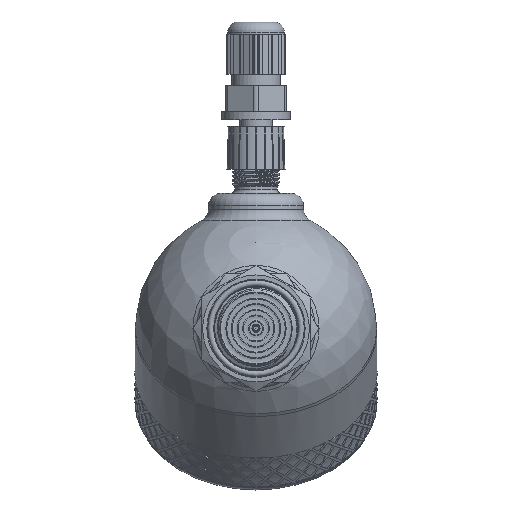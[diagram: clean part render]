
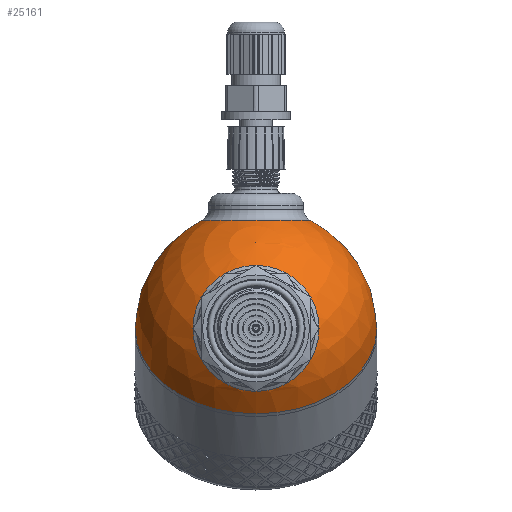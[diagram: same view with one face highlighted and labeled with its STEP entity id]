
A CAD part, left-side view. The second image highlights one B-rep face of the part: STEP entity #25161.
In plain terms, the highlighted spherical face has radius 30 mm.
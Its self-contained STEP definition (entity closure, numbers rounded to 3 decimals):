
#174=SPHERICAL_SURFACE('',#26617,30.);
#219=CIRCLE('',#26614,15.643);
#222=CIRCLE('',#26618,30.);
#223=CIRCLE('',#26619,30.);
#224=CIRCLE('',#26620,30.);
#225=CIRCLE('',#26621,13.5);
#1025=FACE_BOUND('',#5690,.T.);
#1026=FACE_BOUND('',#5691,.T.);
#4048=FACE_OUTER_BOUND('',#5689,.T.);
#5689=EDGE_LOOP('',(#18201,#18202,#18203,#18204));
#5690=EDGE_LOOP('',(#18205));
#5691=EDGE_LOOP('',(#18206));
#10464=VERTEX_POINT('',#39020);
#10466=VERTEX_POINT('',#39026);
#10467=VERTEX_POINT('',#39027);
#10468=VERTEX_POINT('',#39029);
#10469=VERTEX_POINT('',#39032);
#13388=EDGE_CURVE('',#10464,#10464,#219,.T.);
#13391=EDGE_CURVE('',#10466,#10467,#222,.T.);
#13392=EDGE_CURVE('',#10466,#10468,#223,.T.);
#13393=EDGE_CURVE('',#10467,#10466,#224,.T.);
#13394=EDGE_CURVE('',#10469,#10469,#225,.T.);
#18201=ORIENTED_EDGE('',*,*,#13391,.F.);
#18202=ORIENTED_EDGE('',*,*,#13392,.T.);
#18203=ORIENTED_EDGE('',*,*,#13392,.F.);
#18204=ORIENTED_EDGE('',*,*,#13393,.F.);
#18205=ORIENTED_EDGE('',*,*,#13388,.F.);
#18206=ORIENTED_EDGE('',*,*,#13394,.F.);
#25161=ADVANCED_FACE('',(#4048,#1025,#1026),#174,.T.);
#26614=AXIS2_PLACEMENT_3D('',#39021,#28165,#28166);
#26617=AXIS2_PLACEMENT_3D('',#39025,#28171,#28172);
#26618=AXIS2_PLACEMENT_3D('',#39028,#28173,#28174);
#26619=AXIS2_PLACEMENT_3D('',#39030,#28175,#28176);
#26620=AXIS2_PLACEMENT_3D('',#39031,#28177,#28178);
#26621=AXIS2_PLACEMENT_3D('',#39033,#28179,#28180);
#28165=DIRECTION('center_axis',(-0.707,0.,0.707));
#28166=DIRECTION('ref_axis',(0.707,0.,0.707));
#28171=DIRECTION('center_axis',(1.,0.,0.));
#28172=DIRECTION('ref_axis',(0.,-1.,0.));
#28173=DIRECTION('center_axis',(1.,0.,0.));
#28174=DIRECTION('ref_axis',(0.,1.,0.));
#28175=DIRECTION('center_axis',(0.,0.,1.));
#28176=DIRECTION('ref_axis',(0.,1.,0.));
#28177=DIRECTION('center_axis',(1.,0.,0.));
#28178=DIRECTION('ref_axis',(0.,1.,0.));
#28179=DIRECTION('center_axis',(-0.707,0.,-0.707));
#28180=DIRECTION('ref_axis',(-0.707,0.,0.707));
#39020=CARTESIAN_POINT('',(-29.162,0.,7.04));
#39021=CARTESIAN_POINT('Origin',(-18.101,0.,18.101));
#39025=CARTESIAN_POINT('Origin',(0.,0.,0.));
#39026=CARTESIAN_POINT('',(0.,30.,0.));
#39027=CARTESIAN_POINT('',(0.,-30.,0.));
#39028=CARTESIAN_POINT('Origin',(0.,0.,0.));
#39029=CARTESIAN_POINT('',(-30.,0.,0.));
#39030=CARTESIAN_POINT('Origin',(0.,0.,0.));
#39031=CARTESIAN_POINT('Origin',(0.,0.,0.));
#39032=CARTESIAN_POINT('',(-9.398,0.,-28.49));
#39033=CARTESIAN_POINT('Origin',(-18.944,0.,-18.944));
